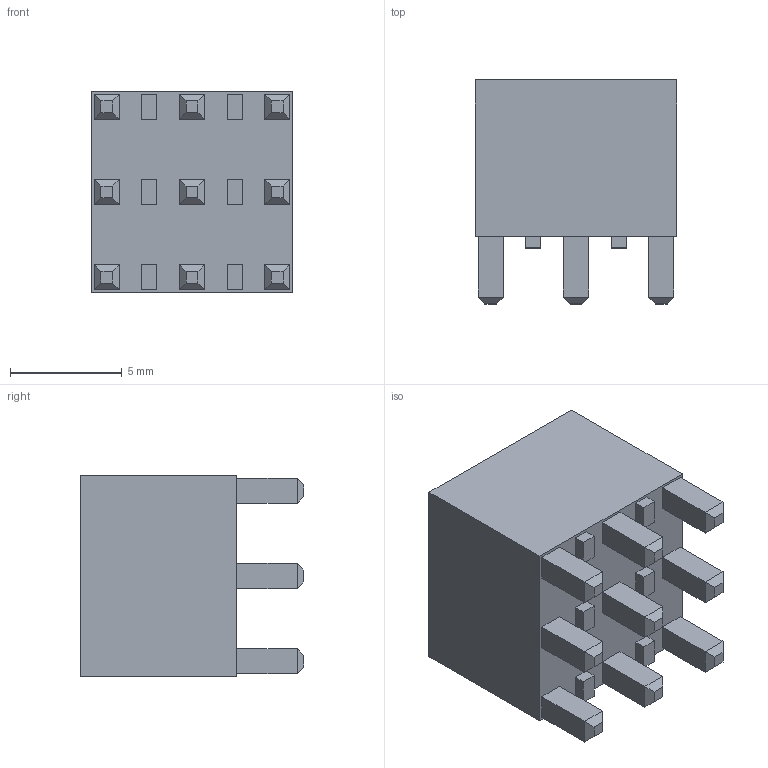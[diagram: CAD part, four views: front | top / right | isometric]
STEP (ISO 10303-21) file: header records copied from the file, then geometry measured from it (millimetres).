
FILE_DESCRIPTION (( 'STEP AP203' ), '1' );
FILE_NAME ('K902651-A01.STEP', '2021-09-10T08:38:01', ( '' ), ( '' ), 'SwSTEP 2.0', 'SolidWorks 2018', '' );
FILE_SCHEMA (( 'CONFIG_CONTROL_DESIGN' ));
Length unit declared in the file: millimetre
Products named in the file (1): K902651-A01
Bounding box: 9 x 10 x 9 mm (x, y, z)
Volume: 523.1 mm3; surface area: 606.3 mm2
Topology: 1 solids, 1 shells, 123 faces, 278 edges, 171 vertices
Faces by surface type: plane 117, cone 4, cylinder 2
Entity records: 3381 total; most frequent: CARTESIAN_POINT 571, ORIENTED_EDGE 552, DIRECTION 530, EDGE_CURVE 276, VECTOR 270, LINE 270, VERTEX_POINT 171, EDGE_LOOP 139
